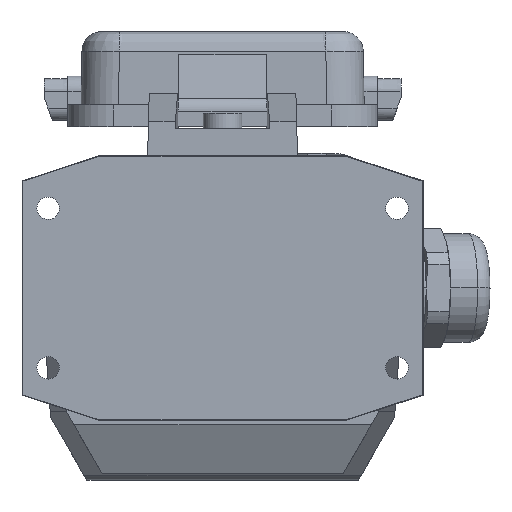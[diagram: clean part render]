
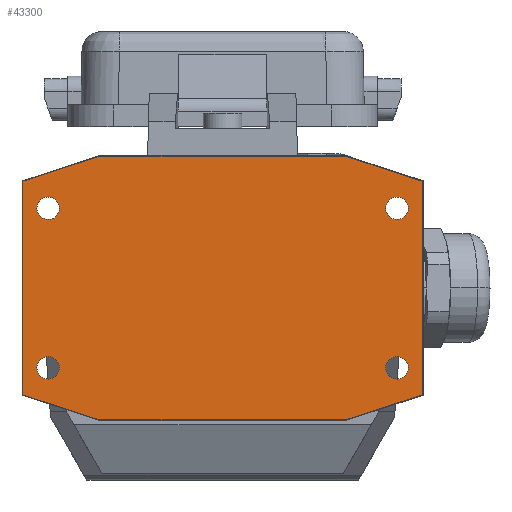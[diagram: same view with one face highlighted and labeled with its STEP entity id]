
A CAD part, front view. The second image highlights one B-rep face of the part: STEP entity #43300.
In plain terms, the highlighted face is planar.
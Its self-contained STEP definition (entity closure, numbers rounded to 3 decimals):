
#41830=CARTESIAN_POINT('',(14.99,3.35,
-4.));
#41840=DIRECTION('',(0.,0.,-1.));
#41850=DIRECTION('',(-1.,0.,0.));
#41860=AXIS2_PLACEMENT_3D('',#41830,#41840,#41850);
#41870=PLANE('',#41860);
#41880=CARTESIAN_POINT('',(52.99,-31.65,
-4.));
#41890=DIRECTION('',(0.,0.,1.));
#41900=DIRECTION('',(0.,1.,0.));
#41910=AXIS2_PLACEMENT_3D('',#41880,#41890,#41900);
#41920=CIRCLE('',#41910,2.25);
#41930=CARTESIAN_POINT('',(52.99,-29.4,
-4.));
#41940=VERTEX_POINT('',#41930);
#41950=CARTESIAN_POINT('',(52.99,-33.9,
-4.));
#41960=VERTEX_POINT('',#41950);
#41970=EDGE_CURVE('',#41940,#41960,#41920,.T.);
#41980=ORIENTED_EDGE('',*,*,#41970,.T.);
#41990=CARTESIAN_POINT('',(55.24,-31.65,
-4.));
#42000=VERTEX_POINT('',#41990);
#42010=EDGE_CURVE('',#42000,#41940,#41920,.T.);
#42020=ORIENTED_EDGE('',*,*,#42010,.T.);
#42030=EDGE_CURVE('',#41960,#42000,#41920,.T.);
#42040=ORIENTED_EDGE('',*,*,#42030,.T.);
#42050=EDGE_LOOP('',(#42040,#42020,#41980));
#42060=FACE_BOUND('',#42050,.T.);
#42070=CARTESIAN_POINT('',(52.99,38.35,
-4.));
#42080=DIRECTION('',(0.,0.,-1.));
#42090=DIRECTION('',(0.,-1.,0.));
#42100=AXIS2_PLACEMENT_3D('',#42070,#42080,#42090);
#42110=CIRCLE('',#42100,2.25);
#42120=CARTESIAN_POINT('',(50.74,38.35,
-4.));
#42130=VERTEX_POINT('',#42120);
#42140=CARTESIAN_POINT('',(52.99,40.6,
-4.));
#42150=VERTEX_POINT('',#42140);
#42160=EDGE_CURVE('',#42130,#42150,#42110,.T.);
#42170=ORIENTED_EDGE('',*,*,#42160,.F.);
#42180=CARTESIAN_POINT('',(52.99,36.1,
-4.));
#42190=VERTEX_POINT('',#42180);
#42200=EDGE_CURVE('',#42150,#42190,#42110,.T.);
#42210=ORIENTED_EDGE('',*,*,#42200,.F.);
#42220=EDGE_CURVE('',#42190,#42130,#42110,.T.);
#42230=ORIENTED_EDGE('',*,*,#42220,.F.);
#42240=EDGE_LOOP('',(#42230,#42210,#42170));
#42250=FACE_BOUND('',#42240,.T.);
#42260=CARTESIAN_POINT('',(20.99,38.35,
-4.));
#42270=DIRECTION('',(0.,0.,1.));
#42280=DIRECTION('',(0.,-1.,0.));
#42290=AXIS2_PLACEMENT_3D('',#42260,#42270,#42280);
#42300=CIRCLE('',#42290,2.25);
#42310=CARTESIAN_POINT('',(20.99,40.6,
-4.));
#42320=VERTEX_POINT('',#42310);
#42330=CARTESIAN_POINT('',(20.99,36.1,
-4.));
#42340=VERTEX_POINT('',#42330);
#42350=EDGE_CURVE('',#42320,#42340,#42300,.T.);
#42360=ORIENTED_EDGE('',*,*,#42350,.T.);
#42370=CARTESIAN_POINT('',(23.24,38.35,
-4.));
#42380=VERTEX_POINT('',#42370);
#42390=EDGE_CURVE('',#42380,#42320,#42300,.T.);
#42400=ORIENTED_EDGE('',*,*,#42390,.T.);
#42410=EDGE_CURVE('',#42340,#42380,#42300,.T.);
#42420=ORIENTED_EDGE('',*,*,#42410,.T.);
#42430=EDGE_LOOP('',(#42420,#42400,#42360));
#42440=FACE_BOUND('',#42430,.T.);
#42450=CARTESIAN_POINT('',(20.99,-31.65,
-4.));
#42460=DIRECTION('',(0.,0.,-1.));
#42470=DIRECTION('',(0.,1.,0.));
#42480=AXIS2_PLACEMENT_3D('',#42450,#42460,#42470);
#42490=CIRCLE('',#42480,2.25);
#42500=CARTESIAN_POINT('',(18.74,-31.65,
-4.));
#42510=VERTEX_POINT('',#42500);
#42520=CARTESIAN_POINT('',(20.99,-29.4,
-4.));
#42530=VERTEX_POINT('',#42520);
#42540=EDGE_CURVE('',#42510,#42530,#42490,.T.);
#42550=ORIENTED_EDGE('',*,*,#42540,.F.);
#42560=CARTESIAN_POINT('',(20.99,-33.9,
-4.));
#42570=VERTEX_POINT('',#42560);
#42580=EDGE_CURVE('',#42530,#42570,#42490,.T.);
#42590=ORIENTED_EDGE('',*,*,#42580,.F.);
#42600=EDGE_CURVE('',#42570,#42510,#42490,.T.);
#42610=ORIENTED_EDGE('',*,*,#42600,.F.);
#42620=EDGE_LOOP('',(#42610,#42590,#42550));
#42630=FACE_BOUND('',#42620,.T.);
#42640=CARTESIAN_POINT('',(14.99,43.5,
-4.));
#42650=DIRECTION('',(-1.,0.,0.));
#42660=VECTOR('',#42650,1.);
#42670=LINE('',#42640,#42660);
#42680=CARTESIAN_POINT('',(58.41,43.5,-4.));
#42690=VERTEX_POINT('',#42680);
#42700=CARTESIAN_POINT('',(15.571,43.5,
-4.));
#42710=VERTEX_POINT('',#42700);
#42720=EDGE_CURVE('',#42690,#42710,#42670,.T.);
#42730=ORIENTED_EDGE('',*,*,#42720,.F.);
#42740=CARTESIAN_POINT('',(0.413,-3.15,
-4.));
#42750=DIRECTION('',(-0.309,-0.951,
0.));
#42760=VECTOR('',#42750,1.);
#42770=LINE('',#42740,#42760);
#42780=CARTESIAN_POINT('',(10.59,28.172,
-4.));
#42790=VERTEX_POINT('',#42780);
#42800=EDGE_CURVE('',#42710,#42790,#42770,.T.);
#42810=ORIENTED_EDGE('',*,*,#42800,.F.);
#42820=CARTESIAN_POINT('',(10.59,3.35,
-4.));
#42830=DIRECTION('',(0.,-1.,0.));
#42840=VECTOR('',#42830,1.);
#42850=LINE('',#42820,#42840);
#42860=CARTESIAN_POINT('',(10.59,-21.471,
-4.));
#42870=VERTEX_POINT('',#42860);
#42880=EDGE_CURVE('',#42790,#42870,#42850,.T.);
#42890=ORIENTED_EDGE('',*,*,#42880,.F.);
#42900=CARTESIAN_POINT('',(0.413,9.85,
-4.));
#42910=DIRECTION('',(0.309,-0.951,
0.));
#42920=VECTOR('',#42910,1.);
#42930=LINE('',#42900,#42920);
#42940=CARTESIAN_POINT('',(15.571,-36.8,
-4.));
#42950=VERTEX_POINT('',#42940);
#42960=EDGE_CURVE('',#42870,#42950,#42930,.T.);
#42970=ORIENTED_EDGE('',*,*,#42960,.F.);
#42980=CARTESIAN_POINT('',(14.99,-36.8,
-4.));
#42990=DIRECTION('',(1.,0.,0.));
#43000=VECTOR('',#42990,1.);
#43010=LINE('',#42980,#43000);
#43020=CARTESIAN_POINT('',(58.41,-36.8,-4.));
#43030=VERTEX_POINT('',#43020);
#43040=EDGE_CURVE('',#42950,#43030,#43010,.T.);
#43050=ORIENTED_EDGE('',*,*,#43040,.F.);
#43060=CARTESIAN_POINT('',(73.567,9.85,
-4.));
#43070=DIRECTION('',(0.309,0.951,
0.));
#43080=VECTOR('',#43070,1.);
#43090=LINE('',#43060,#43080);
#43100=CARTESIAN_POINT('',(63.39,-21.471,-4.));
#43110=VERTEX_POINT('',#43100);
#43120=EDGE_CURVE('',#43030,#43110,#43090,.T.);
#43130=ORIENTED_EDGE('',*,*,#43120,.F.);
#43140=CARTESIAN_POINT('',(63.39,3.35,-4.));
#43150=DIRECTION('',(0.,1.,0.));
#43160=VECTOR('',#43150,1.);
#43170=LINE('',#43140,#43160);
#43180=CARTESIAN_POINT('',(63.39,28.172,
-4.));
#43190=VERTEX_POINT('',#43180);
#43200=EDGE_CURVE('',#43110,#43190,#43170,.T.);
#43210=ORIENTED_EDGE('',*,*,#43200,.F.);
#43220=CARTESIAN_POINT('',(73.567,-3.15,
-4.));
#43230=DIRECTION('',(-0.309,0.951,
0.));
#43240=VECTOR('',#43230,1.);
#43250=LINE('',#43220,#43240);
#43260=EDGE_CURVE('',#43190,#42690,#43250,.T.);
#43270=ORIENTED_EDGE('',*,*,#43260,.F.);
#43280=EDGE_LOOP('',(#43270,#43210,#43130,#43050,#42970,#42890,#42810,
#42730));
#43290=FACE_OUTER_BOUND('',#43280,.T.);
#43300=ADVANCED_FACE('',(#42060,#42250,#42440,#42630,#43290),#41870,.T.)
;
